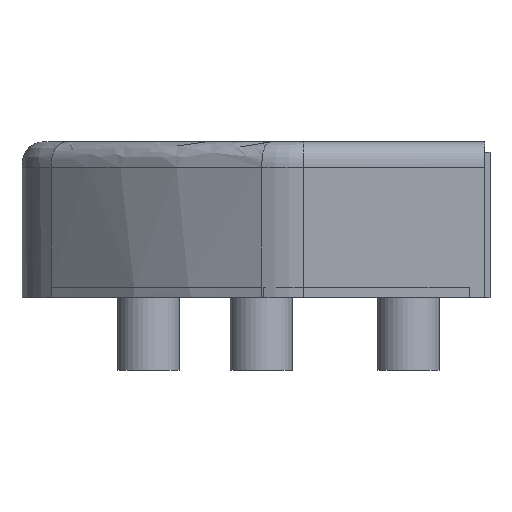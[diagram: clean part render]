
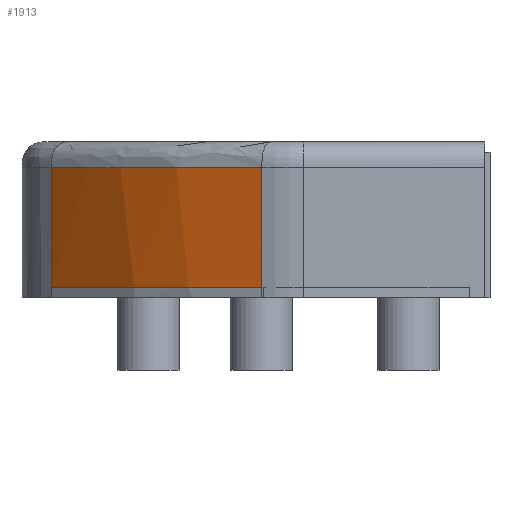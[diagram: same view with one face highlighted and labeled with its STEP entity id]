
A CAD part, front view. The second image highlights one B-rep face of the part: STEP entity #1913.
In plain terms, the highlighted free-form (B-spline) face has degree [3, 1] with [4, 2] control points.
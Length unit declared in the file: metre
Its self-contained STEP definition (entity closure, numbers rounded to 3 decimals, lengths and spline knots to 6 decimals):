
#51=B_SPLINE_SURFACE_WITH_KNOTS('',3,1,((#3998,#3999),(#4000,#4001),(#4002,
#4003),(#4004,#4005)),.SURF_OF_LINEAR_EXTRUSION.,.F.,.F.,.F.,(4,4),(2,2),
(0.105627,0.948045),(0.,1.),.PIECEWISE_BEZIER_KNOTS.);
#128=B_SPLINE_CURVE_WITH_KNOTS('',3,(#3256,#3257,#3258,#3259),
 .UNSPECIFIED.,.F.,.F.,(4,4),(0.,1.),.UNSPECIFIED.);
#154=B_SPLINE_CURVE_WITH_KNOTS('',3,(#4010,#4011,#4012,#4013),
 .UNSPECIFIED.,.F.,.F.,(4,4),(0.,1.),.PIECEWISE_BEZIER_KNOTS.);
#336=ORIENTED_EDGE('',*,*,#864,.T.);
#337=ORIENTED_EDGE('',*,*,#746,.T.);
#338=ORIENTED_EDGE('',*,*,#865,.T.);
#339=ORIENTED_EDGE('',*,*,#866,.T.);
#746=EDGE_CURVE('',#1021,#1022,#128,.T.);
#864=EDGE_CURVE('',#1122,#1021,#1267,.F.);
#865=EDGE_CURVE('',#1022,#1123,#1268,.T.);
#866=EDGE_CURVE('',#1123,#1122,#154,.T.);
#1021=VERTEX_POINT('',#2853);
#1022=VERTEX_POINT('',#3255);
#1122=VERTEX_POINT('',#4007);
#1123=VERTEX_POINT('',#4009);
#1267=LINE('',#4006,#1446);
#1268=LINE('',#4008,#1447);
#1446=VECTOR('',#2321,1.);
#1447=VECTOR('',#2322,1.);
#1575=EDGE_LOOP('',(#336,#337,#338,#339));
#1720=FACE_BOUND('',#1575,.T.);
#1913=ADVANCED_FACE('',(#1720),#51,.F.);
#2321=DIRECTION('',(0.,0.,-1.));
#2322=DIRECTION('',(0.,0.,-1.));
#2853=CARTESIAN_POINT('',(-0.021944,-0.069166,0.0115));
#3255=CARTESIAN_POINT('',(-0.042203,-0.05493,0.0115));
#3256=CARTESIAN_POINT('',(-0.021944,-0.069166,0.0115));
#3257=CARTESIAN_POINT('',(-0.032016,-0.064771,0.0115));
#3258=CARTESIAN_POINT('',(-0.035282,-0.062118,0.0115));
#3259=CARTESIAN_POINT('',(-0.042203,-0.05493,0.0115));
#3998=CARTESIAN_POINT('',(-0.042203,-0.05493,0.0115));
#3999=CARTESIAN_POINT('',(-0.042203,-0.05493,0.));
#4000=CARTESIAN_POINT('',(-0.035282,-0.062118,0.0115));
#4001=CARTESIAN_POINT('',(-0.035282,-0.062118,0.));
#4002=CARTESIAN_POINT('',(-0.032016,-0.064771,0.0115));
#4003=CARTESIAN_POINT('',(-0.032016,-0.064771,0.));
#4004=CARTESIAN_POINT('',(-0.021944,-0.069166,0.0115));
#4005=CARTESIAN_POINT('',(-0.021944,-0.069166,0.));
#4006=CARTESIAN_POINT('',(-0.021944,-0.069166,0.));
#4007=CARTESIAN_POINT('',(-0.021944,-0.069166,0.));
#4008=CARTESIAN_POINT('',(-0.042203,-0.05493,0.014));
#4009=CARTESIAN_POINT('',(-0.042203,-0.05493,0.));
#4010=CARTESIAN_POINT('',(-0.045,-0.052,0.));
#4011=CARTESIAN_POINT('',(-0.0355,-0.062,0.));
#4012=CARTESIAN_POINT('',(-0.033,-0.0645,0.));
#4013=CARTESIAN_POINT('',(-0.02,-0.07,0.));
